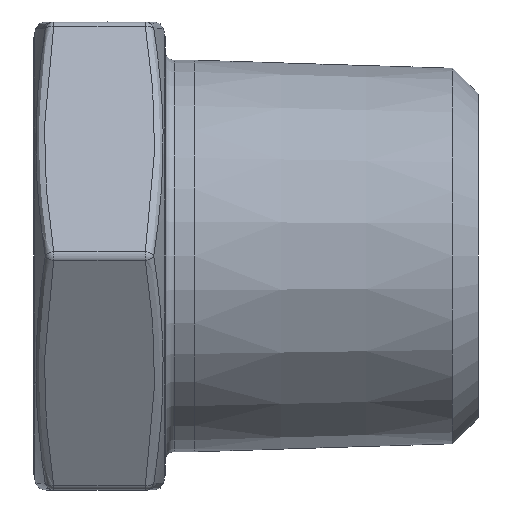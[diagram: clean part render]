
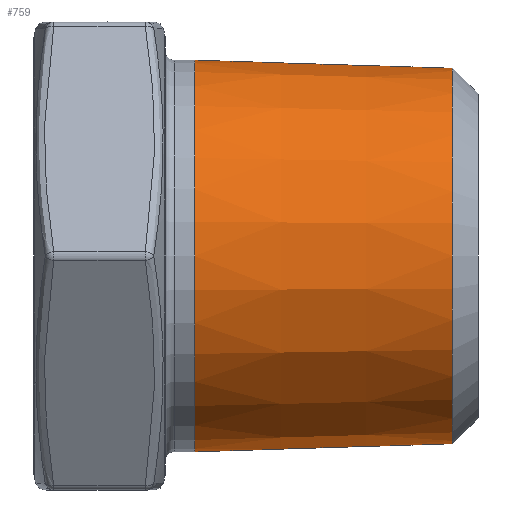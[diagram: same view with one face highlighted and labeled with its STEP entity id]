
A CAD part, front view. The second image highlights one B-rep face of the part: STEP entity #759.
In plain terms, the highlighted conical face has half-angle 1.79 degrees and reference radius 6.694 mm.
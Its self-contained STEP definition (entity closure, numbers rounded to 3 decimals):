
#325 = CARTESIAN_POINT ( 'NONE',  ( 14.316, 0., 6.419 ) ) ;
#759 = ADVANCED_FACE ( 'NONE', ( #1158, #4534 ), #2856, .T. ) ;
#1158 = FACE_BOUND ( 'NONE', #10624, .T. ) ;
#1301 = ORIENTED_EDGE ( 'NONE', *, *, #8556, .F. ) ;
#2463 = AXIS2_PLACEMENT_3D ( 'NONE', #11841, #6109, #11912 ) ;
#2587 = EDGE_LOOP ( 'NONE', ( #1301 ) ) ;
#2856 = CONICAL_SURFACE ( 'NONE', #12511, 6.694, 0.031 ) ;
#2930 = CIRCLE ( 'NONE', #2463, 6.419 ) ;
#4534 = FACE_OUTER_BOUND ( 'NONE', #2587, .T. ) ;
#5927 = VERTEX_POINT ( 'NONE', #325 ) ;
#6109 = DIRECTION ( 'NONE',  ( -1., 0., 0. ) ) ;
#6608 = CIRCLE ( 'NONE', #8276, 6.694 ) ;
#6836 = CARTESIAN_POINT ( 'NONE',  ( 5.5, 0., 0. ) ) ;
#7191 = VERTEX_POINT ( 'NONE', #8160 ) ;
#8160 = CARTESIAN_POINT ( 'NONE',  ( 5.5, 0., 6.694 ) ) ;
#8276 = AXIS2_PLACEMENT_3D ( 'NONE', #13731, #12607, #10276 ) ;
#8556 = EDGE_CURVE ( 'NONE', #7191, #7191, #6608, .T. ) ;
#8622 = ORIENTED_EDGE ( 'NONE', *, *, #14103, .T. ) ;
#10171 = DIRECTION ( 'NONE',  ( 0., 0., 1. ) ) ;
#10276 = DIRECTION ( 'NONE',  ( 0., 0., 1. ) ) ;
#10624 = EDGE_LOOP ( 'NONE', ( #8622 ) ) ;
#11841 = CARTESIAN_POINT ( 'NONE',  ( 14.316, 0., 0. ) ) ;
#11912 = DIRECTION ( 'NONE',  ( 0., 0., 1. ) ) ;
#12511 = AXIS2_PLACEMENT_3D ( 'NONE', #6836, #13481, #10171 ) ;
#12607 = DIRECTION ( 'NONE',  ( -1., 0., 0. ) ) ;
#13481 = DIRECTION ( 'NONE',  ( -1., 0., 0. ) ) ;
#13731 = CARTESIAN_POINT ( 'NONE',  ( 5.5, 0., 0. ) ) ;
#14103 = EDGE_CURVE ( 'NONE', #5927, #5927, #2930, .T. ) ;
